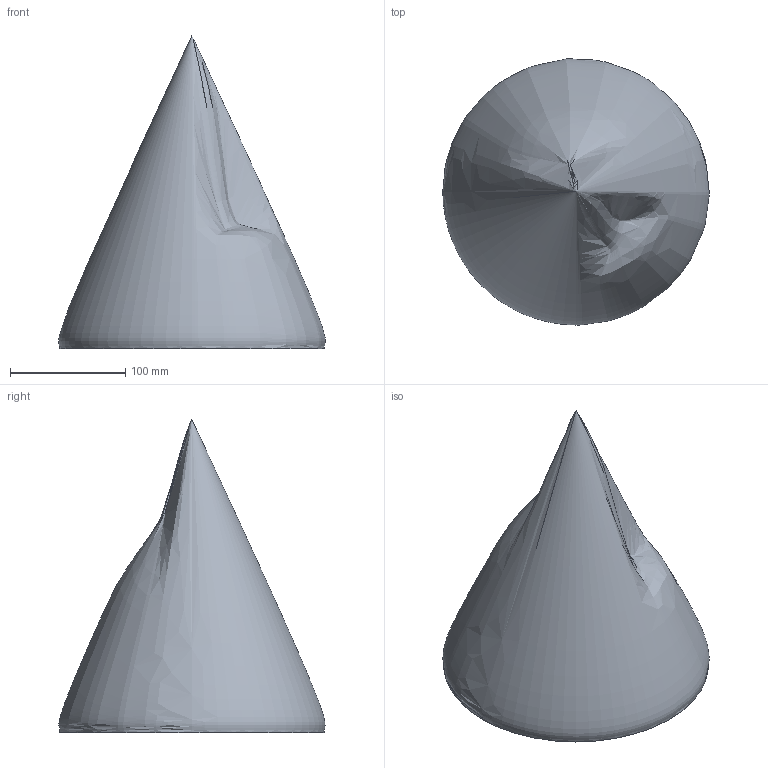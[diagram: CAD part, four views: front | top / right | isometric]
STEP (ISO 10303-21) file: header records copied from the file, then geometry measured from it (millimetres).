
FILE_DESCRIPTION(/* description */ (''),/* implementation_level */ '2;1');
FILE_NAME(/* name */ 'aguja_dmg3.step',/* time_stamp */ '2021-06-22T12:20:11-04:00',/* author */ (''),/* organization */ (''),/* preprocessor_version */ 'ST-DEVELOPER v18.1',/* originating_system */ 'Autodesk Translation Framework v10.9.0.1377',/* authorisation */ '');
FILE_SCHEMA (('AUTOMOTIVE_DESIGN { 1 0 10303 214 3 1 1 }'));
Length unit declared in the file: millimetre
Products named in the file (1): Aguja Sin Falla
Bounding box: 231.53 x 231.22 x 272 mm (x, y, z)
Volume: 3045819.4 mm3; surface area: 226513.1 mm2
Topology: 1 solids, 1 shells, 35 faces, 92 edges, 57 vertices
Faces by surface type: bspline 13, cone 11, cylinder 11
Full cylindrical faces by diameter (mm): 17.519 x1, 26.491 x10
Entity records: 3970 total; most frequent: CARTESIAN_POINT 3241, ORIENTED_EDGE 160, DIRECTION 96, EDGE_CURVE 80, VERTEX_POINT 57, EDGE_LOOP 45, B_SPLINE_CURVE_WITH_KNOTS 44, AXIS2_PLACEMENT_3D 37
